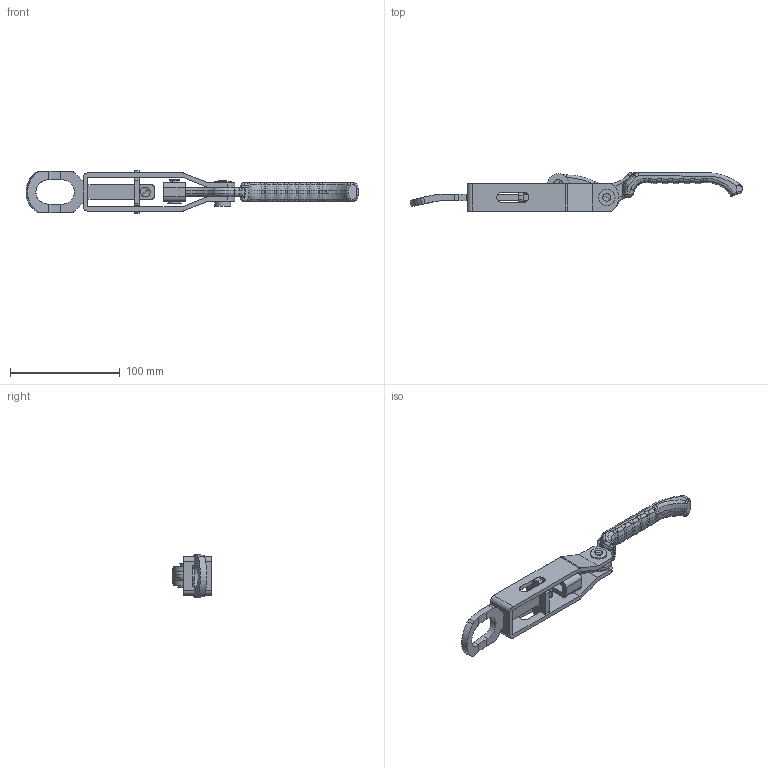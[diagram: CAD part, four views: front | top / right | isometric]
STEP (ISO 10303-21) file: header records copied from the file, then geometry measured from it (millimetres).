
FILE_DESCRIPTION (( 'STEP AP203' ), '1' );
FILE_NAME ('C-1621.STEP', '2015-07-16T01:12:27', ( '' ), ( '' ), 'SwSTEP 2.0', 'SolidWorks 2012', '' );
FILE_SCHEMA (( 'CONFIG_CONTROL_DESIGN' ));
Length unit declared in the file: millimetre
Products named in the file (10): C-1621; C-1621ワッシャー_; C-1621僽儔働僢僩僺儞_; C-1621ハンドルピン_; C-1621フックピン_; C-1621フック_; C-1621ブラケット_; C-1621ハンドル_; C-1621僗僾儕儞僌庴偗_; C-1621本体_
Assembly tree (9 placements, depth 2):
  C-1621
    C-1621本体_
    C-1621僗僾儕儞僌庴偗_
    C-1621ハンドル_
    C-1621ブラケット_
    C-1621フック_
    C-1621フックピン_
    C-1621ハンドルピン_
    C-1621僽儔働僢僩僺儞_
    C-1621ワッシャー_
Bounding box: 302 x 35.2 x 38.5 mm (x, y, z)
Volume: 77660.7 mm3; surface area: 40862.4 mm2
Topology: 9 solids, 9 shells, 361 faces, 919 edges, 567 vertices
Faces by surface type: cylinder 129, bspline 113, plane 91, torus 14, cone 12, sphere 2
Entity records: 15573 total; most frequent: CARTESIAN_POINT 6490, ORIENTED_EDGE 1816, DIRECTION 1518, EDGE_CURVE 908, AXIS2_PLACEMENT_3D 587, VERTEX_POINT 567, EDGE_LOOP 389, FACE_OUTER_BOUND 361
